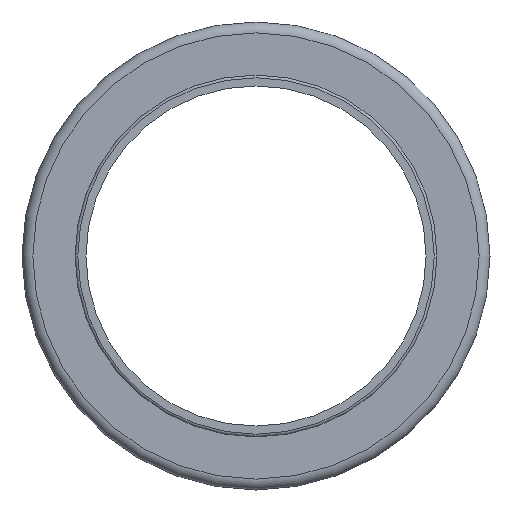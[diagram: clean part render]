
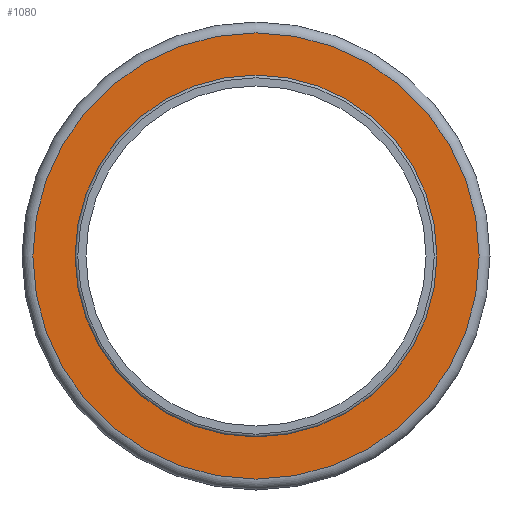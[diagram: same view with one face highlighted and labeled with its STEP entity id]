
A CAD part, left-side view. The second image highlights one B-rep face of the part: STEP entity #1080.
In plain terms, the highlighted planar face has unit normal (-1, 0, 0).
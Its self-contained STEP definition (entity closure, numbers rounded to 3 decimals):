
#29=FACE_BOUND('',#228,.T.);
#47=PLANE('',#1254);
#144=FACE_OUTER_BOUND('',#227,.T.);
#227=EDGE_LOOP('',(#804));
#228=EDGE_LOOP('',(#805));
#338=CIRCLE('',#1250,82.);
#341=CIRCLE('',#1255,66.5);
#454=VERTEX_POINT('',#1942);
#457=VERTEX_POINT('',#1952);
#578=EDGE_CURVE('',#454,#454,#338,.T.);
#582=EDGE_CURVE('',#457,#457,#341,.T.);
#804=ORIENTED_EDGE('',*,*,#578,.F.);
#805=ORIENTED_EDGE('',*,*,#582,.T.);
#1080=ADVANCED_FACE('',(#144,#29),#47,.T.);
#1250=AXIS2_PLACEMENT_3D('',#1944,#1579,#1580);
#1254=AXIS2_PLACEMENT_3D('',#1951,#1588,#1589);
#1255=AXIS2_PLACEMENT_3D('',#1953,#1590,#1591);
#1579=DIRECTION('center_axis',(1.,0.,0.));
#1580=DIRECTION('ref_axis',(0.,-1.,0.));
#1588=DIRECTION('center_axis',(-1.,0.,0.));
#1589=DIRECTION('ref_axis',(0.,0.,1.));
#1590=DIRECTION('center_axis',(1.,0.,0.));
#1591=DIRECTION('ref_axis',(0.,0.,-1.));
#1942=CARTESIAN_POINT('',(-70.544,0.,82.));
#1944=CARTESIAN_POINT('Origin',(-70.544,0.,0.));
#1951=CARTESIAN_POINT('Origin',(-70.544,86.,0.));
#1952=CARTESIAN_POINT('',(-70.544,-66.5,0.));
#1953=CARTESIAN_POINT('Origin',(-70.544,0.,0.));
